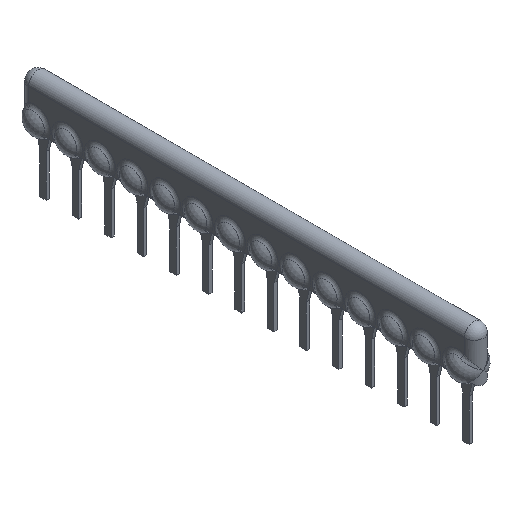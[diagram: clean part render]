
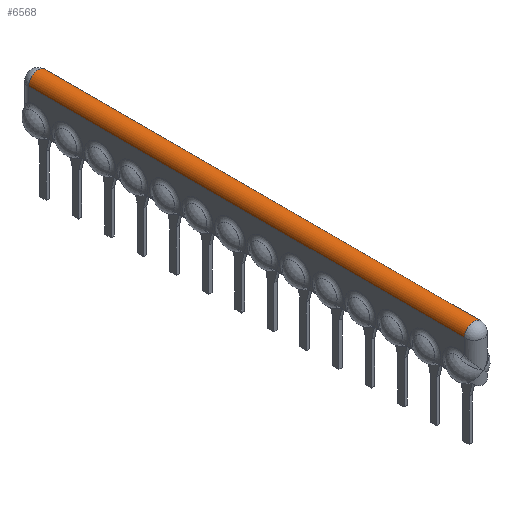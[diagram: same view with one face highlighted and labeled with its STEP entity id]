
A CAD part, isometric view. The second image highlights one B-rep face of the part: STEP entity #6568.
In plain terms, the highlighted cylindrical face has radius 0.75 mm (diameter 1.5 mm), a partial arc.
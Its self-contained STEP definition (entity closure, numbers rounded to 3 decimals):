
#478=DIRECTION('',(0.,1.,0.));
#479=VECTOR('',#478,34.01);
#480=CARTESIAN_POINT('',(0.75,0.75,2.195));
#481=LINE('',#480,#479);
#2543=CARTESIAN_POINT('',(0.,34.76,2.195));
#2544=DIRECTION('',(0.,1.,0.));
#2545=DIRECTION('',(-1.,0.,0.));
#2546=AXIS2_PLACEMENT_3D('',#2543,#2544,#2545);
#2548=CARTESIAN_POINT('',(0.,0.75,2.195));
#2549=DIRECTION('',(0.,-1.,0.));
#2550=DIRECTION('',(1.,0.,0.));
#2551=AXIS2_PLACEMENT_3D('',#2548,#2549,#2550);
#2553=DIRECTION('',(0.,1.,0.));
#2554=VECTOR('',#2553,34.01);
#2555=CARTESIAN_POINT('',(-0.75,0.75,2.195));
#2556=LINE('',#2555,#2554);
#2865=CARTESIAN_POINT('',(-0.75,34.76,2.195));
#2866=CARTESIAN_POINT('',(0.75,34.76,2.195));
#2867=VERTEX_POINT('',#2865);
#2868=VERTEX_POINT('',#2866);
#2869=CARTESIAN_POINT('',(-0.75,0.75,2.195));
#2870=VERTEX_POINT('',#2869);
#2871=CARTESIAN_POINT('',(0.75,0.75,2.195));
#2872=VERTEX_POINT('',#2871);
#6556=CARTESIAN_POINT('',(0.,0.,2.195));
#6557=DIRECTION('',(0.,1.,0.));
#6558=DIRECTION('',(-1.,0.,0.));
#6559=AXIS2_PLACEMENT_3D('',#6556,#6557,#6558);
#6560=CYLINDRICAL_SURFACE('',#6559,0.75);
#6561=ORIENTED_EDGE('',*,*,#6549,.T.);
#6562=ORIENTED_EDGE('',*,*,#4059,.F.);
#6564=ORIENTED_EDGE('',*,*,#6563,.T.);
#6565=ORIENTED_EDGE('',*,*,#4194,.T.);
#6566=EDGE_LOOP('',(#6561,#6562,#6564,#6565));
#6567=FACE_OUTER_BOUND('',#6566,.F.);
#2547=CIRCLE('',#2546,0.75);
#2552=CIRCLE('',#2551,0.75);
#4059=EDGE_CURVE('',#2872,#2868,#481,.T.);
#4194=EDGE_CURVE('',#2870,#2867,#2556,.T.);
#6549=EDGE_CURVE('',#2867,#2868,#2547,.T.);
#6563=EDGE_CURVE('',#2872,#2870,#2552,.T.);
#6568=ADVANCED_FACE('',(#6567),#6560,.T.);
